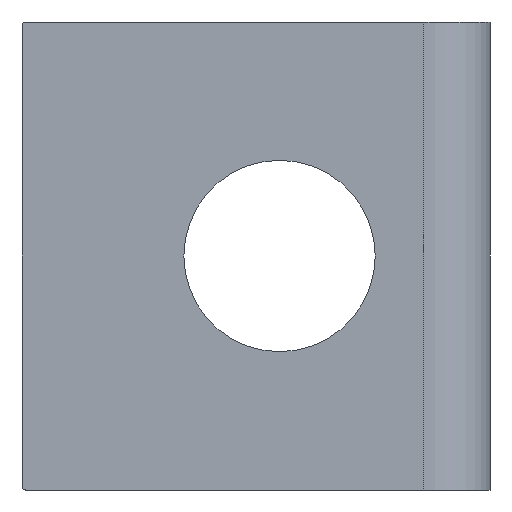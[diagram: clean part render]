
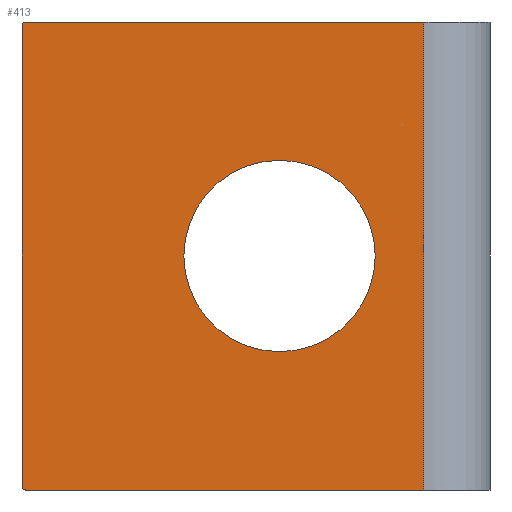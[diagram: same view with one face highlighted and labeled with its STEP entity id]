
A CAD part, left-side view. The second image highlights one B-rep face of the part: STEP entity #413.
In plain terms, the highlighted planar face has unit normal (-1, 0, 0).
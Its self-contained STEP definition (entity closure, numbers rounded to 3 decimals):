
#5=DIRECTION('',(0.,-1.,0.));
#6=VECTOR('',#5,27.05);
#7=CARTESIAN_POINT('',(0.,31.55,-15.9));
#8=LINE('',#7,#6);
#54=CARTESIAN_POINT('',(0.,31.55,15.65));
#55=DIRECTION('',(-1.,0.,0.));
#56=DIRECTION('',(0.,0.,1.));
#57=AXIS2_PLACEMENT_3D('',#54,#55,#56);
#59=DIRECTION('',(0.,0.,-1.));
#60=VECTOR('',#59,31.8);
#61=CARTESIAN_POINT('',(0.,4.5,15.9));
#62=LINE('',#61,#60);
#63=CARTESIAN_POINT('',(0.,31.55,-15.65));
#64=DIRECTION('',(-1.,0.,0.));
#65=DIRECTION('',(0.,1.,0.));
#66=AXIS2_PLACEMENT_3D('',#63,#64,#65);
#68=DIRECTION('',(0.,0.,1.));
#69=VECTOR('',#68,31.3);
#70=CARTESIAN_POINT('',(0.,31.8,-15.65));
#71=LINE('',#70,#69);
#72=CARTESIAN_POINT('',(0.,14.3,0.));
#73=DIRECTION('',(-1.,0.,0.));
#74=DIRECTION('',(0.,-1.,0.));
#75=AXIS2_PLACEMENT_3D('',#72,#73,#74);
#77=CARTESIAN_POINT('',(0.,14.3,0.));
#78=DIRECTION('',(-1.,0.,0.));
#79=DIRECTION('',(0.,1.,0.));
#80=AXIS2_PLACEMENT_3D('',#77,#78,#79);
#107=DIRECTION('',(0.,-1.,0.));
#108=VECTOR('',#107,27.05);
#109=CARTESIAN_POINT('',(0.,31.55,15.9));
#110=LINE('',#109,#108);
#242=CARTESIAN_POINT('',(0.,4.5,-15.9));
#244=VERTEX_POINT('',#242);
#245=CARTESIAN_POINT('',(0.,4.5,15.9));
#246=VERTEX_POINT('',#245);
#257=CARTESIAN_POINT('',(0.,31.55,15.9));
#258=CARTESIAN_POINT('',(0.,31.8,15.65));
#259=VERTEX_POINT('',#257);
#260=VERTEX_POINT('',#258);
#269=CARTESIAN_POINT('',(0.,31.8,-15.65));
#270=VERTEX_POINT('',#269);
#271=CARTESIAN_POINT('',(0.,31.55,-15.9));
#272=VERTEX_POINT('',#271);
#289=CARTESIAN_POINT('',(0.,7.8,0.));
#290=CARTESIAN_POINT('',(0.,20.8,0.));
#291=VERTEX_POINT('',#289);
#292=VERTEX_POINT('',#290);
#391=CARTESIAN_POINT('',(0.,31.8,-15.9));
#392=DIRECTION('',(-1.,0.,0.));
#393=DIRECTION('',(0.,-1.,0.));
#394=AXIS2_PLACEMENT_3D('',#391,#392,#393);
#395=PLANE('',#394);
#396=ORIENTED_EDGE('',*,*,#381,.F.);
#398=ORIENTED_EDGE('',*,*,#397,.T.);
#400=ORIENTED_EDGE('',*,*,#399,.T.);
#401=ORIENTED_EDGE('',*,*,#320,.F.);
#402=ORIENTED_EDGE('',*,*,#346,.F.);
#404=ORIENTED_EDGE('',*,*,#403,.T.);
#405=EDGE_LOOP('',(#396,#398,#400,#401,#402,#404));
#406=FACE_OUTER_BOUND('',#405,.F.);
#408=ORIENTED_EDGE('',*,*,#407,.T.);
#410=ORIENTED_EDGE('',*,*,#409,.T.);
#411=EDGE_LOOP('',(#408,#410));
#412=FACE_BOUND('',#411,.F.);
#413=ADVANCED_FACE('',(#406,#412),#395,.T.);
#58=CIRCLE('',#57,0.25);
#67=CIRCLE('',#66,0.25);
#76=CIRCLE('',#75,6.5);
#81=CIRCLE('',#80,6.5);
#320=EDGE_CURVE('',#272,#244,#8,.T.);
#346=EDGE_CURVE('',#270,#272,#67,.T.);
#381=EDGE_CURVE('',#259,#260,#58,.T.);
#397=EDGE_CURVE('',#259,#246,#110,.T.);
#399=EDGE_CURVE('',#246,#244,#62,.T.);
#403=EDGE_CURVE('',#270,#260,#71,.T.);
#407=EDGE_CURVE('',#291,#292,#76,.T.);
#409=EDGE_CURVE('',#292,#291,#81,.T.);
